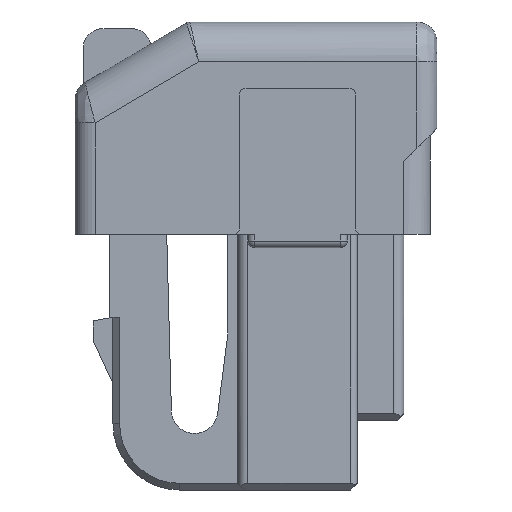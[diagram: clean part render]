
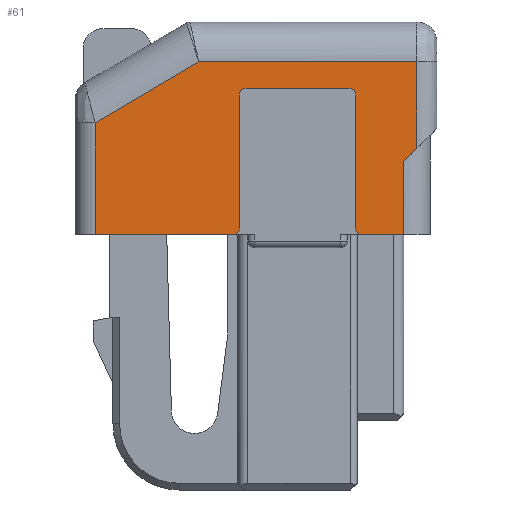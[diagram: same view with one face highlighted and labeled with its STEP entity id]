
A CAD part, left-side view. The second image highlights one B-rep face of the part: STEP entity #61.
In plain terms, the highlighted planar face has unit normal (-1, 0, 0).
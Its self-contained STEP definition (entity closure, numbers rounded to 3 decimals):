
#61=ADVANCED_FACE('',(#391),#392,.T.);
#391=FACE_OUTER_BOUND('',#1079,.T.);
#392=PLANE('',#1080);
#1079=EDGE_LOOP('',(#2028,#2029,#2030,#2031,#2032,#2033,#2034,#2035,#2036,#2037,#2038,#2039,#2040,#2041,#2042));
#1080=AXIS2_PLACEMENT_3D('',#2043,#2044,#2045);
#2028=ORIENTED_EDGE('',*,*,#4595,.F.);
#2029=ORIENTED_EDGE('',*,*,#4596,.T.);
#2030=ORIENTED_EDGE('',*,*,#4597,.F.);
#2031=ORIENTED_EDGE('',*,*,#4594,.T.);
#2032=ORIENTED_EDGE('',*,*,#4598,.F.);
#2033=ORIENTED_EDGE('',*,*,#4599,.F.);
#2034=ORIENTED_EDGE('',*,*,#4600,.T.);
#2035=ORIENTED_EDGE('',*,*,#4601,.T.);
#2036=ORIENTED_EDGE('',*,*,#4602,.T.);
#2037=ORIENTED_EDGE('',*,*,#4603,.F.);
#2038=ORIENTED_EDGE('',*,*,#4604,.T.);
#2039=ORIENTED_EDGE('',*,*,#4605,.F.);
#2040=ORIENTED_EDGE('',*,*,#4606,.T.);
#2041=ORIENTED_EDGE('',*,*,#4607,.F.);
#2042=ORIENTED_EDGE('',*,*,#4608,.T.);
#2043=CARTESIAN_POINT('',(-2.8,-2.725,5.45));
#2044=DIRECTION('',(-1.0,0.0,0.0));
#2045=DIRECTION('',(0.0,0.0,1.0));
#4594=EDGE_CURVE('',#5503,#5508,#5510,.T.);
#4595=EDGE_CURVE('',#5511,#5512,#5513,.T.);
#4596=EDGE_CURVE('',#5511,#5514,#5515,.T.);
#4597=EDGE_CURVE('',#5503,#5514,#5516,.T.);
#4598=EDGE_CURVE('',#5517,#5508,#5518,.T.);
#4599=EDGE_CURVE('',#5519,#5517,#5520,.T.);
#4600=EDGE_CURVE('',#5519,#5521,#5522,.T.);
#4601=EDGE_CURVE('',#5521,#5523,#5524,.T.);
#4602=EDGE_CURVE('',#5523,#5525,#5526,.T.);
#4603=EDGE_CURVE('',#5527,#5525,#5528,.T.);
#4604=EDGE_CURVE('',#5527,#5529,#5530,.T.);
#4605=EDGE_CURVE('',#5531,#5529,#5532,.T.);
#4606=EDGE_CURVE('',#5531,#5533,#5534,.T.);
#4607=EDGE_CURVE('',#5535,#5533,#5536,.T.);
#4608=EDGE_CURVE('',#5535,#5512,#5537,.T.);
#5503=VERTEX_POINT('',#6962);
#5508=VERTEX_POINT('',#6992);
#5510=LINE('',#7004,#7005);
#5511=VERTEX_POINT('',#7006);
#5512=VERTEX_POINT('',#7007);
#5513=LINE('',#7008,#7009);
#5514=VERTEX_POINT('',#7010);
#5515=LINE('',#7011,#7012);
#5516=LINE('',#7013,#7014);
#5517=VERTEX_POINT('',#7015);
#5518=LINE('',#7016,#7017);
#5519=VERTEX_POINT('',#7018);
#5520=LINE('',#7019,#7020);
#5521=VERTEX_POINT('',#7021);
#5522=CIRCLE('',#7022,0.1);
#5523=VERTEX_POINT('',#7023);
#5524=LINE('',#7024,#7025);
#5525=VERTEX_POINT('',#7026);
#5526=CIRCLE('',#7027,0.1);
#5527=VERTEX_POINT('',#7028);
#5528=LINE('',#7029,#7030);
#5529=VERTEX_POINT('',#7031);
#5530=CIRCLE('',#7032,0.1);
#5531=VERTEX_POINT('',#7033);
#5532=LINE('',#7034,#7035);
#5533=VERTEX_POINT('',#7036);
#5534=CIRCLE('',#7037,0.1);
#5535=VERTEX_POINT('',#7038);
#5536=LINE('',#7039,#7040);
#5537=LINE('',#7041,#7042);
#6962=CARTESIAN_POINT('',(-2.8,0.862,4.85));
#6992=CARTESIAN_POINT('',(-2.8,2.425,3.93));
#7004=CARTESIAN_POINT('',(-2.8,0.862,4.85));
#7005=VECTOR('',#9179,1.814);
#7006=CARTESIAN_POINT('',(-2.8,-2.425,3.55));
#7007=CARTESIAN_POINT('',(-2.8,-2.225,3.35));
#7008=CARTESIAN_POINT('',(-2.8,-2.425,3.55));
#7009=VECTOR('',#9180,0.283);
#7010=CARTESIAN_POINT('',(-2.8,-2.425,4.85));
#7011=CARTESIAN_POINT('',(-2.8,-2.425,3.55));
#7012=VECTOR('',#9181,1.3);
#7013=CARTESIAN_POINT('',(-2.8,0.862,4.85));
#7014=VECTOR('',#9182,3.287);
#7015=CARTESIAN_POINT('',(-2.8,2.425,2.25));
#7016=CARTESIAN_POINT('',(-2.8,2.425,2.25));
#7017=VECTOR('',#9183,1.68);
#7018=CARTESIAN_POINT('',(-2.8,0.35,2.25));
#7019=CARTESIAN_POINT('',(-2.8,0.35,2.25));
#7020=VECTOR('',#9184,2.075);
#7021=CARTESIAN_POINT('',(-2.8,0.25,2.35));
#7022=AXIS2_PLACEMENT_3D('',#9185,#9186,#9187);
#7023=CARTESIAN_POINT('',(-2.8,0.25,4.35));
#7024=CARTESIAN_POINT('',(-2.8,0.25,2.35));
#7025=VECTOR('',#9188,2.0);
#7026=CARTESIAN_POINT('',(-2.8,0.15,4.45));
#7027=AXIS2_PLACEMENT_3D('',#9189,#9190,#9191);
#7028=CARTESIAN_POINT('',(-2.8,-1.4,4.45));
#7029=CARTESIAN_POINT('',(-2.8,-1.4,4.45));
#7030=VECTOR('',#9192,1.55);
#7031=CARTESIAN_POINT('',(-2.8,-1.5,4.35));
#7032=AXIS2_PLACEMENT_3D('',#9193,#9194,#9195);
#7033=CARTESIAN_POINT('',(-2.8,-1.5,2.35));
#7034=CARTESIAN_POINT('',(-2.8,-1.5,2.35));
#7035=VECTOR('',#9196,2.0);
#7036=CARTESIAN_POINT('',(-2.8,-1.6,2.25));
#7037=AXIS2_PLACEMENT_3D('',#9197,#9198,#9199);
#7038=CARTESIAN_POINT('',(-2.8,-2.225,2.25));
#7039=CARTESIAN_POINT('',(-2.8,-2.225,2.25));
#7040=VECTOR('',#9200,0.625);
#7041=CARTESIAN_POINT('',(-2.8,-2.225,2.25));
#7042=VECTOR('',#9201,1.1);
#9179=DIRECTION('',(0.,0.862,-0.507));
#9180=DIRECTION('',(0.0,0.707,-0.707));
#9181=DIRECTION('',(0.0,0.0,1.0));
#9182=DIRECTION('',(0.0,-1.0,0.));
#9183=DIRECTION('',(0.,0.0,1.));
#9184=DIRECTION('',(0.0,1.0,0.0));
#9185=CARTESIAN_POINT('',(-2.8,0.35,2.35));
#9186=DIRECTION('',(-1.0,0.0,0.0));
#9187=DIRECTION('',(0.0,0.0,-1.0));
#9188=DIRECTION('',(0.0,0.0,1.0));
#9189=CARTESIAN_POINT('',(-2.8,0.15,4.35));
#9190=DIRECTION('',(1.0,0.0,0.0));
#9191=DIRECTION('',(0.0,1.0,0.0));
#9192=DIRECTION('',(0.0,1.0,0.0));
#9193=CARTESIAN_POINT('',(-2.8,-1.4,4.35));
#9194=DIRECTION('',(1.0,0.0,-0.0));
#9195=DIRECTION('',(0.0,0.0,1.0));
#9196=DIRECTION('',(0.0,0.0,1.0));
#9197=CARTESIAN_POINT('',(-2.8,-1.6,2.35));
#9198=DIRECTION('',(-1.0,0.0,0.0));
#9199=DIRECTION('',(0.0,1.0,0.0));
#9200=DIRECTION('',(0.0,1.0,0.0));
#9201=DIRECTION('',(0.0,0.0,1.0));
